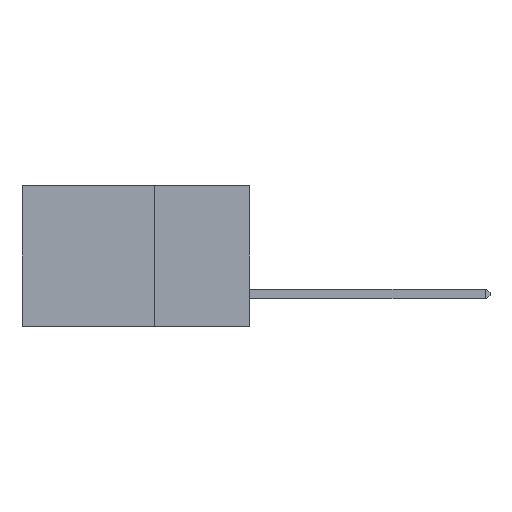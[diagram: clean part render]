
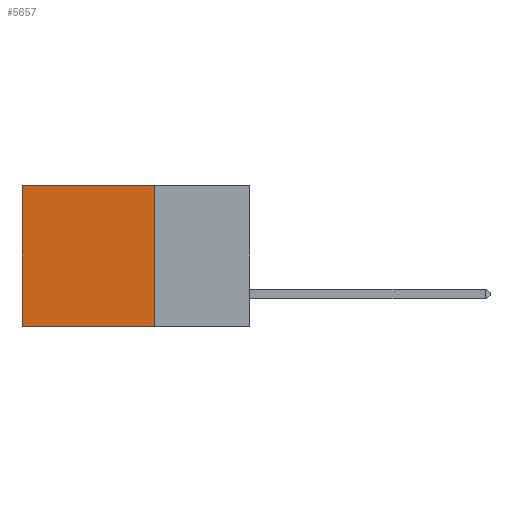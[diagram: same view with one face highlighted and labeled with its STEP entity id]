
A CAD part, left-side view. The second image highlights one B-rep face of the part: STEP entity #5657.
In plain terms, the highlighted planar face has unit normal (-1, 0, 0).
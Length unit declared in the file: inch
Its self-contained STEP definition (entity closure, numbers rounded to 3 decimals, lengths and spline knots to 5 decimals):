
#1062 = FACE_OUTER_BOUND ( 'NONE', #18723, .T. ) ;
#1120 = VECTOR ( 'NONE', #23826, 39.37008 ) ;
#1869 = VERTEX_POINT ( 'NONE', #22950 ) ;
#4187 = ORIENTED_EDGE ( 'NONE', *, *, #11652, .T. ) ;
#5657 = ADVANCED_FACE ( 'NONE', ( #1062 ), #8635, .F. ) ;
#6501 = VECTOR ( 'NONE', #29153, 39.37008 ) ;
#7355 = CARTESIAN_POINT ( 'NONE',  ( 0.2875, 0.25, -0.37 ) ) ;
#7745 = CARTESIAN_POINT ( 'NONE',  ( 0.2875, 0.25, 0. ) ) ;
#8635 = PLANE ( 'NONE',  #24898 ) ;
#9083 = LINE ( 'NONE', #18466, #6501 ) ;
#9198 = CARTESIAN_POINT ( 'NONE',  ( 0.2875, 0.25, -0.37 ) ) ;
#9363 = ORIENTED_EDGE ( 'NONE', *, *, #25736, .F. ) ;
#11652 = EDGE_CURVE ( 'NONE', #1869, #27439, #17111, .T. ) ;
#11985 = VERTEX_POINT ( 'NONE', #9198 ) ;
#14044 = DIRECTION ( 'NONE',  ( 0., 0., -1. ) ) ;
#16550 = VECTOR ( 'NONE', #21519, 39.37008 ) ;
#17111 = LINE ( 'NONE', #7745, #1120 ) ;
#17130 = CARTESIAN_POINT ( 'NONE',  ( 0.2875, 0.6, -0.37 ) ) ;
#18197 = DIRECTION ( 'NONE',  ( 0., 1., 0. ) ) ;
#18466 = CARTESIAN_POINT ( 'NONE',  ( 0.2875, 0.6, 0. ) ) ;
#18723 = EDGE_LOOP ( 'NONE', ( #30784, #19377, #9363, #4187 ) ) ;
#19377 = ORIENTED_EDGE ( 'NONE', *, *, #23347, .F. ) ;
#21519 = DIRECTION ( 'NONE',  ( 0., 0., -1. ) ) ;
#22589 = VECTOR ( 'NONE', #18197, 39.37008 ) ;
#22950 = CARTESIAN_POINT ( 'NONE',  ( 0.2875, 0.25, 0. ) ) ;
#23347 = EDGE_CURVE ( 'NONE', #11985, #27292, #29644, .T. ) ;
#23826 = DIRECTION ( 'NONE',  ( 0., 1., 0. ) ) ;
#24506 = LINE ( 'NONE', #32096, #16550 ) ;
#24898 = AXIS2_PLACEMENT_3D ( 'NONE', #27361, #29999, #14044 ) ;
#25736 = EDGE_CURVE ( 'NONE', #1869, #11985, #24506, .T. ) ;
#27292 = VERTEX_POINT ( 'NONE', #17130 ) ;
#27361 = CARTESIAN_POINT ( 'NONE',  ( 0.2875, 0.25, 0. ) ) ;
#27439 = VERTEX_POINT ( 'NONE', #31429 ) ;
#29153 = DIRECTION ( 'NONE',  ( 0., 0., -1. ) ) ;
#29644 = LINE ( 'NONE', #7355, #22589 ) ;
#29999 = DIRECTION ( 'NONE',  ( 1., 0., 0. ) ) ;
#30784 = ORIENTED_EDGE ( 'NONE', *, *, #33929, .T. ) ;
#31429 = CARTESIAN_POINT ( 'NONE',  ( 0.2875, 0.6, 0. ) ) ;
#32096 = CARTESIAN_POINT ( 'NONE',  ( 0.2875, 0.25, 0. ) ) ;
#33929 = EDGE_CURVE ( 'NONE', #27439, #27292, #9083, .T. ) ;
